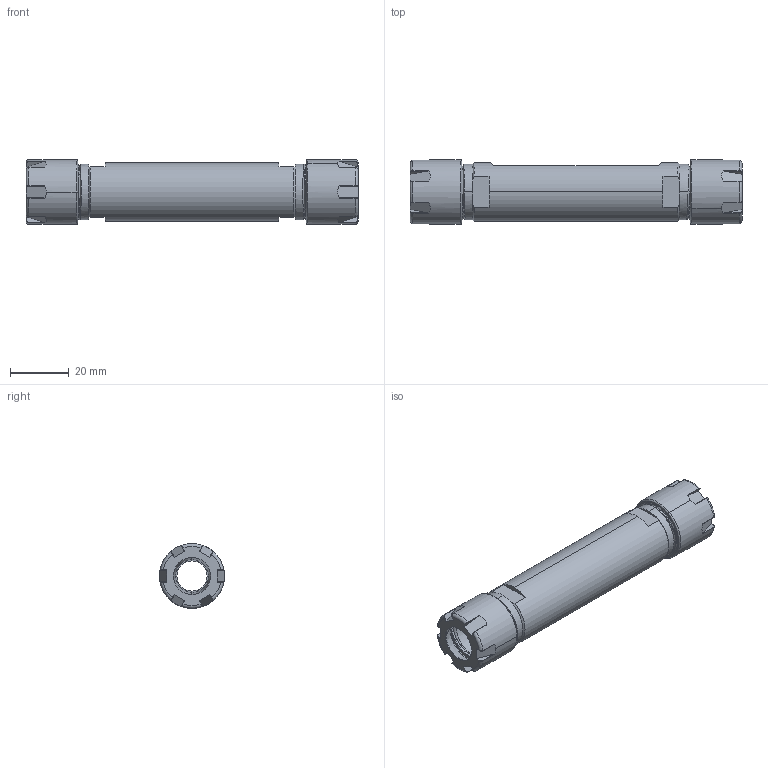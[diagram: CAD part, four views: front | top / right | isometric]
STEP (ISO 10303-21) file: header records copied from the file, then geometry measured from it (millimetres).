
FILE_DESCRIPTION (( 'STEP AP203' ), '1' );
FILE_NAME ('120.02.D.10.STEP', '2016-11-28T09:54:44', ( '' ), ( '' ), 'SwSTEP 2.0', 'SolidWorks 2012', '' );
FILE_SCHEMA (( 'CONFIG_CONTROL_DESIGN' ));
Length unit declared in the file: millimetre
Products named in the file (3): 120.02.D.10; 2-01.300.0160180D4_ER16螺帽(M型)
Assembly tree (3 placements, depth 2):
  120.02.D.10
    120.02.D.10
    2-01.300.0160180D4_ER16螺帽(M型)  x2
Bounding box: 112.6 x 22 x 22 mm (x, y, z)
Volume: 23122.8 mm3; surface area: 17375.3 mm2
Topology: 3 solids, 3 shells, 337 faces, 882 edges, 548 vertices
Faces by surface type: plane 115, cylinder 106, torus 52, bspline 48, cone 16
Entity records: 19381 total; most frequent: CARTESIAN_POINT 14176, ORIENTED_EDGE 1150, DIRECTION 859, EDGE_CURVE 575, VERTEX_POINT 362, AXIS2_PLACEMENT_3D 330, EDGE_LOOP 223, ADVANCED_FACE 218
